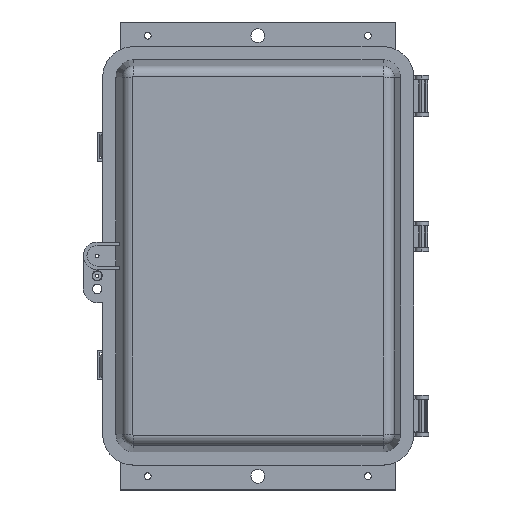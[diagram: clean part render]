
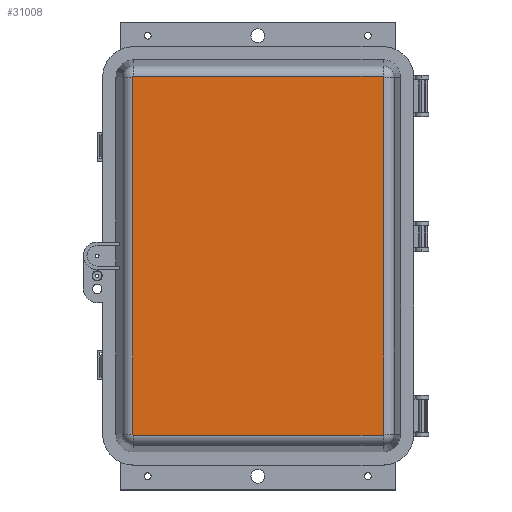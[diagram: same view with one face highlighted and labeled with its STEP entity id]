
A CAD part, top view. The second image highlights one B-rep face of the part: STEP entity #31008.
In plain terms, the highlighted face is planar.
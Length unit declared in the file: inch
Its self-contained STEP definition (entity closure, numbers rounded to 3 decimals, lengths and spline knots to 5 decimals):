
#554 = DIRECTION ( 'NONE',  ( 1., 0., 0. ) ) ;
#1776 = EDGE_CURVE ( 'NONE', #51916, #65808, #34959, .T. ) ;
#2572 = CARTESIAN_POINT ( 'NONE',  ( -4.534, -6.51538, 0. ) ) ;
#4456 = CARTESIAN_POINT ( 'NONE',  ( -4.534, -6.484, 0. ) ) ;
#5103 = VERTEX_POINT ( 'NONE', #19299 ) ;
#5332 = CIRCLE ( 'NONE', #41451, 0.03138 ) ;
#6033 = EDGE_CURVE ( 'NONE', #60751, #41272, #36817, .T. ) ;
#6889 = AXIS2_PLACEMENT_3D ( 'NONE', #20182, #50657, #66023 ) ;
#7819 = LINE ( 'NONE', #15776, #57572 ) ;
#9219 = ORIENTED_EDGE ( 'NONE', *, *, #49626, .T. ) ;
#10080 = CARTESIAN_POINT ( 'NONE',  ( 4.534, 6.484, 0. ) ) ;
#11634 = CIRCLE ( 'NONE', #6889, 0.03138 ) ;
#14074 = AXIS2_PLACEMENT_3D ( 'NONE', #10080, #46443, #20908 ) ;
#14521 = DIRECTION ( 'NONE',  ( -1., 0., 0. ) ) ;
#15153 = CIRCLE ( 'NONE', #14074, 0.03138 ) ;
#15347 = ORIENTED_EDGE ( 'NONE', *, *, #1776, .T. ) ;
#15776 = CARTESIAN_POINT ( 'NONE',  ( -4.534, -6.51538, 0. ) ) ;
#16890 = EDGE_LOOP ( 'NONE', ( #52687, #15347, #57480, #27989, #51379, #32800, #39431, #9219 ) ) ;
#17181 = AXIS2_PLACEMENT_3D ( 'NONE', #4456, #66039, #14521 ) ;
#17573 = CARTESIAN_POINT ( 'NONE',  ( -4.56538, -6.484, 0. ) ) ;
#19299 = CARTESIAN_POINT ( 'NONE',  ( 4.56538, -6.484, 0. ) ) ;
#19613 = CARTESIAN_POINT ( 'NONE',  ( 4.534, 6.484, 0. ) ) ;
#20182 = CARTESIAN_POINT ( 'NONE',  ( -4.534, 6.484, 0. ) ) ;
#20908 = DIRECTION ( 'NONE',  ( -1., 0., 0. ) ) ;
#20929 = EDGE_CURVE ( 'NONE', #5103, #48549, #5332, .T. ) ;
#21007 = DIRECTION ( 'NONE',  ( -1., 0., 0. ) ) ;
#21411 = VECTOR ( 'NONE', #554, 39.37008 ) ;
#23569 = CARTESIAN_POINT ( 'NONE',  ( 4.534, -6.484, 0. ) ) ;
#24759 = DIRECTION ( 'NONE',  ( -1., 0., 0. ) ) ;
#26029 = VERTEX_POINT ( 'NONE', #62203 ) ;
#27989 = ORIENTED_EDGE ( 'NONE', *, *, #40808, .T. ) ;
#28295 = EDGE_CURVE ( 'NONE', #48549, #60751, #7819, .T. ) ;
#29435 = EDGE_CURVE ( 'NONE', #26029, #51916, #11634, .T. ) ;
#31008 = ADVANCED_FACE ( 'Face1', ( #43607 ), #50301, .T. ) ;
#32800 = ORIENTED_EDGE ( 'NONE', *, *, #28295, .T. ) ;
#34959 = LINE ( 'NONE', #61307, #21411 ) ;
#35502 = EDGE_CURVE ( 'NONE', #65808, #61452, #15153, .T. ) ;
#36817 = CIRCLE ( 'NONE', #17181, 0.03138 ) ;
#37876 = DIRECTION ( 'NONE',  ( 0., -1., 0. ) ) ;
#39356 = DIRECTION ( 'NONE',  ( 0., 0., -1. ) ) ;
#39431 = ORIENTED_EDGE ( 'NONE', *, *, #6033, .T. ) ;
#39594 = VECTOR ( 'NONE', #62829, 39.37008 ) ;
#40808 = EDGE_CURVE ( 'NONE', #61452, #5103, #60868, .T. ) ;
#41272 = VERTEX_POINT ( 'NONE', #17573 ) ;
#41305 = CARTESIAN_POINT ( 'NONE',  ( 4.534, 6.51538, 0. ) ) ;
#41451 = AXIS2_PLACEMENT_3D ( 'NONE', #23569, #44163, #66010 ) ;
#41897 = CARTESIAN_POINT ( 'NONE',  ( -4.534, 6.51538, 0. ) ) ;
#43607 = FACE_OUTER_BOUND ( 'NONE', #16890, .T. ) ;
#44163 = DIRECTION ( 'NONE',  ( 0., 0., -1. ) ) ;
#46035 = LINE ( 'NONE', #57726, #39594 ) ;
#46443 = DIRECTION ( 'NONE',  ( 0., 0., -1. ) ) ;
#46522 = VECTOR ( 'NONE', #37876, 39.37008 ) ;
#48549 = VERTEX_POINT ( 'NONE', #54792 ) ;
#49626 = EDGE_CURVE ( 'NONE', #41272, #26029, #46035, .T. ) ;
#50301 = PLANE ( 'NONE',  #55570 ) ;
#50657 = DIRECTION ( 'NONE',  ( 0., 0., -1. ) ) ;
#51379 = ORIENTED_EDGE ( 'NONE', *, *, #20929, .T. ) ;
#51916 = VERTEX_POINT ( 'NONE', #41897 ) ;
#52687 = ORIENTED_EDGE ( 'NONE', *, *, #29435, .T. ) ;
#54792 = CARTESIAN_POINT ( 'NONE',  ( 4.534, -6.51538, 0. ) ) ;
#55570 = AXIS2_PLACEMENT_3D ( 'NONE', #19613, #39356, #24759 ) ;
#57480 = ORIENTED_EDGE ( 'NONE', *, *, #35502, .T. ) ;
#57572 = VECTOR ( 'NONE', #21007, 39.37008 ) ;
#57726 = CARTESIAN_POINT ( 'NONE',  ( -4.56538, 6.484, 0. ) ) ;
#60751 = VERTEX_POINT ( 'NONE', #2572 ) ;
#60868 = LINE ( 'NONE', #63321, #46522 ) ;
#61307 = CARTESIAN_POINT ( 'NONE',  ( 4.534, 6.51538, 0. ) ) ;
#61452 = VERTEX_POINT ( 'NONE', #64969 ) ;
#62203 = CARTESIAN_POINT ( 'NONE',  ( -4.56538, 6.484, 0. ) ) ;
#62829 = DIRECTION ( 'NONE',  ( 0., 1., 0. ) ) ;
#63321 = CARTESIAN_POINT ( 'NONE',  ( 4.56538, -6.484, 0. ) ) ;
#64969 = CARTESIAN_POINT ( 'NONE',  ( 4.56538, 6.484, 0. ) ) ;
#65808 = VERTEX_POINT ( 'NONE', #41305 ) ;
#66010 = DIRECTION ( 'NONE',  ( -1., 0., 0. ) ) ;
#66023 = DIRECTION ( 'NONE',  ( -1., 0., 0. ) ) ;
#66039 = DIRECTION ( 'NONE',  ( 0., 0., -1. ) ) ;
